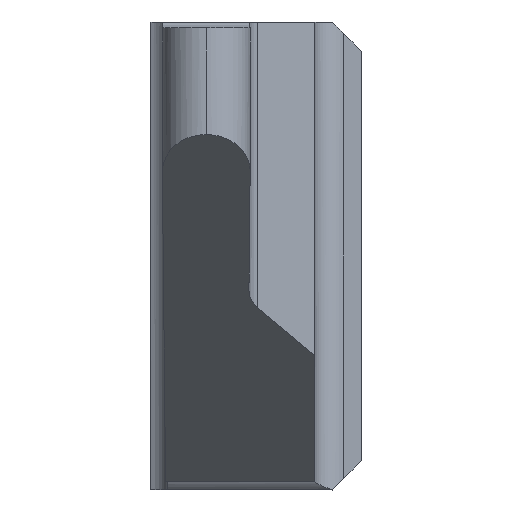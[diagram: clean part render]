
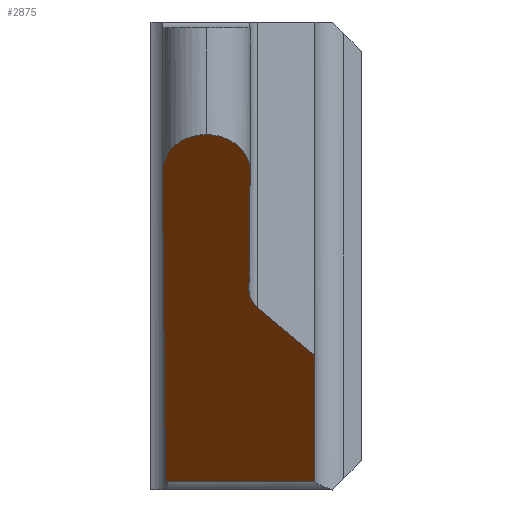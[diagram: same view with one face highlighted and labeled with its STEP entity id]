
A CAD part, front view. The second image highlights one B-rep face of the part: STEP entity #2875.
In plain terms, the highlighted planar face has unit normal (0, -0.643, -0.766).
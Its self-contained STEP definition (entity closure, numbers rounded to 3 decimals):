
#552=CARTESIAN_POINT('',(2.8,4.5,-5.7));
#553=VERTEX_POINT('',#552);
#564=CARTESIAN_POINT('',(2.8,7.062,-7.85));
#565=DIRECTION('',(0.,-0.766,0.643));
#566=VECTOR('',#565,3.345);
#567=LINE('',#564,#566);
#568=CARTESIAN_POINT('',(2.8,7.062,-7.85));
#569=VERTEX_POINT('',#568);
#570=EDGE_CURVE('',#569,#553,#567,.T.);
#649=CARTESIAN_POINT('',(0.254,7.062,-7.85));
#650=DIRECTION('',(1.,0.,0.));
#651=VECTOR('',#650,2.546);
#652=LINE('',#649,#651);
#653=CARTESIAN_POINT('',(0.254,7.062,-7.85));
#654=VERTEX_POINT('',#653);
#655=EDGE_CURVE('',#654,#569,#652,.T.);
#827=CARTESIAN_POINT('',(0.199,0.757,-2.559));
#828=DIRECTION('',(0.007,0.766,-0.643));
#829=VECTOR('',#828,8.232);
#830=LINE('',#827,#829);
#831=CARTESIAN_POINT('',(0.199,0.757,-2.559));
#832=VERTEX_POINT('',#831);
#833=EDGE_CURVE('',#832,#654,#830,.T.);
#899=CARTESIAN_POINT('',(0.199,0.757,-2.559));
#900=CARTESIAN_POINT('',(0.195,0.314,-2.188));
#901=CARTESIAN_POINT('',(0.507,0.,-1.924));
#902=CARTESIAN_POINT('',(0.949,0.,-1.924));
#903=(BOUNDED_CURVE()B_SPLINE_CURVE(3,(#899,#900,#901,#902),.UNSPECIFIED.,.F.,.F.)B_SPLINE_CURVE_WITH_KNOTS((4,4),(0.,1.),.UNSPECIFIED.)CURVE()GEOMETRIC_REPRESENTATION_ITEM()RATIONAL_B_SPLINE_CURVE((1.,0.803,0.803,1.))REPRESENTATION_ITEM(''));
#904=CARTESIAN_POINT('',(0.949,0.,-1.924));
#905=VERTEX_POINT('',#904);
#906=EDGE_CURVE('',#832,#905,#903,.T.);
#972=CARTESIAN_POINT('',(0.95,0.,-1.924));
#973=CARTESIAN_POINT('',(1.392,0.,-1.924));
#974=CARTESIAN_POINT('',(1.704,0.314,-2.188));
#975=CARTESIAN_POINT('',(1.7,0.757,-2.559));
#976=(BOUNDED_CURVE()B_SPLINE_CURVE(3,(#972,#973,#974,#975),.UNSPECIFIED.,.F.,.F.)B_SPLINE_CURVE_WITH_KNOTS((4,4),(0.,1.),.UNSPECIFIED.)CURVE()GEOMETRIC_REPRESENTATION_ITEM()RATIONAL_B_SPLINE_CURVE((1.,0.803,0.803,1.))REPRESENTATION_ITEM(''));
#977=CARTESIAN_POINT('',(1.7,0.757,-2.559));
#978=VERTEX_POINT('',#977);
#979=EDGE_CURVE('',#905,#978,#976,.T.);
#1019=CARTESIAN_POINT('',(1.679,3.167,-4.582));
#1020=DIRECTION('',(0.007,-0.766,0.643));
#1021=VECTOR('',#1020,3.147);
#1022=LINE('',#1019,#1021);
#1023=CARTESIAN_POINT('',(1.679,3.167,-4.582));
#1024=VERTEX_POINT('',#1023);
#1025=EDGE_CURVE('',#1024,#978,#1022,.T.);
#1127=CARTESIAN_POINT('',(1.825,3.525,-4.882));
#1128=VERTEX_POINT('',#1127);
#1141=CARTESIAN_POINT('',(1.679,3.167,-4.582));
#1142=CARTESIAN_POINT('',(1.678,3.303,-4.696));
#1143=CARTESIAN_POINT('',(1.729,3.429,-4.802));
#1144=CARTESIAN_POINT('',(1.825,3.525,-4.882));
#1145=(BOUNDED_CURVE()B_SPLINE_CURVE(3,(#1141,#1142,#1143,#1144),.UNSPECIFIED.,.F.,.F.)B_SPLINE_CURVE_WITH_KNOTS((4,4),(0.,1.),.UNSPECIFIED.)CURVE()GEOMETRIC_REPRESENTATION_ITEM()RATIONAL_B_SPLINE_CURVE((1.,0.948,0.948,1.))REPRESENTATION_ITEM('')
);
#1146=EDGE_CURVE('',#1024,#1128,#1145,.T.);
#2791=CARTESIAN_POINT('',(1.,3.217,-4.624));
#2792=DIRECTION('',(0.,0.643,0.766));
#2793=DIRECTION('',(0.,-0.492,0.413));
#2794=AXIS2_PLACEMENT_3D('',#2791,#2792,#2793);
#2795=PLANE('',#2794);
#2796=ORIENTED_EDGE('Edge 289',*,*,#655,.T.);
#2805=ORIENTED_EDGE('Edge 1223',*,*,#833,.T.);
#2814=ORIENTED_EDGE('Edge 299',*,*,#906,.F.);
#2823=ORIENTED_EDGE('Edge 309',*,*,#979,.F.);
#2832=ORIENTED_EDGE('Edge 314',*,*,#1025,.T.);
#2841=ORIENTED_EDGE('Edge 319',*,*,#1146,.F.);
#2850=CARTESIAN_POINT('',(2.8,4.5,-5.7));
#2851=DIRECTION('',(-0.608,-0.608,0.51));
#2852=VECTOR('',#2851,1.603);
#2853=LINE('',#2850,#2852);
#2854=EDGE_CURVE('',#553,#1128,#2853,.T.);
#2855=ORIENTED_EDGE('Edge 324',*,*,#2854,.T.);
#2864=ORIENTED_EDGE('Edge 329',*,*,#570,.T.);
#2873=EDGE_LOOP('',(#2864,#2855,#2841,#2832,#2823,#2814,#2805,#2796));
#2874=FACE_OUTER_BOUND('Loop 330',#2873,.T.);
#2875=ADVANCED_FACE('Face 331',(#2874),#2795,.F.);
